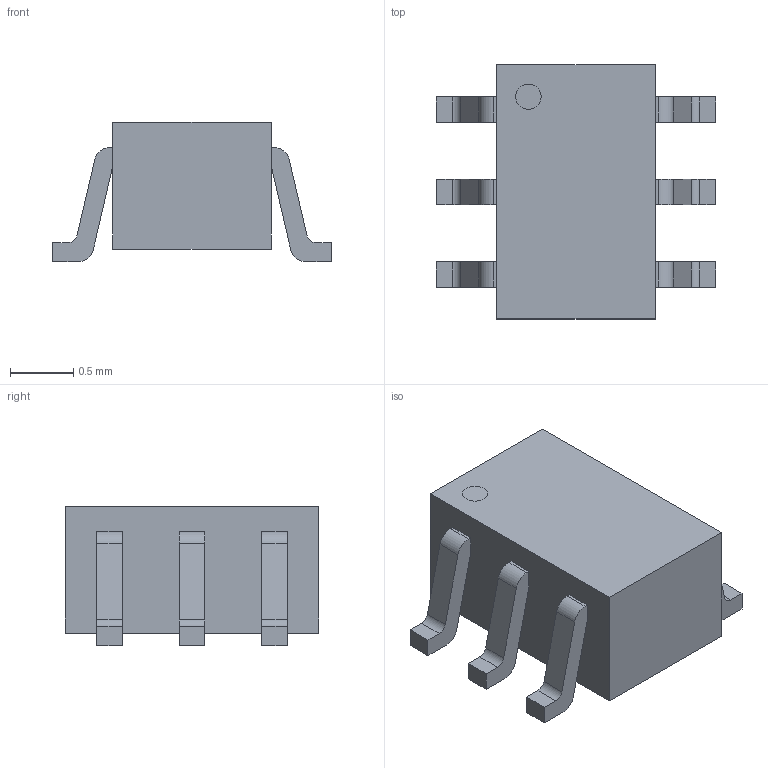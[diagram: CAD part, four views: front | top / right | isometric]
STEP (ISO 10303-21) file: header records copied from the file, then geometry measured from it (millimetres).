
FILE_DESCRIPTION(('FreeCAD Model'),'2;1');
FILE_NAME('User Library-SC88-6_sp.step', '2017-08-19T11:36:07',('kicad StepUp'),('ksu MCAD'), 'Open CASCADE STEP processor 6.8','FreeCAD','Unknown');
FILE_SCHEMA(('AUTOMOTIVE_DESIGN_CC2 { 1 2 10303 214 -1 1 5 4 }'));
Length unit declared in the file: millimetre
Products named in the file (1): User_Library-SC88-6_sp
Bounding box: 2.2 x 2 x 1.1 mm (x, y, z)
Volume: 2.7 mm3; surface area: 15.9 mm2
Topology: 1 solids, 1 shells, 73 faces, 194 edges, 130 vertices
Faces by surface type: plane 55, cylinder 18
Entity records: 2787 total; most frequent: CARTESIAN_POINT 398, ORIENTED_EDGE 388, DIRECTION 380, EDGE_CURVE 194, LINE 156, VECTOR 156, VERTEX_POINT 130, AXIS2_PLACEMENT_3D 112
